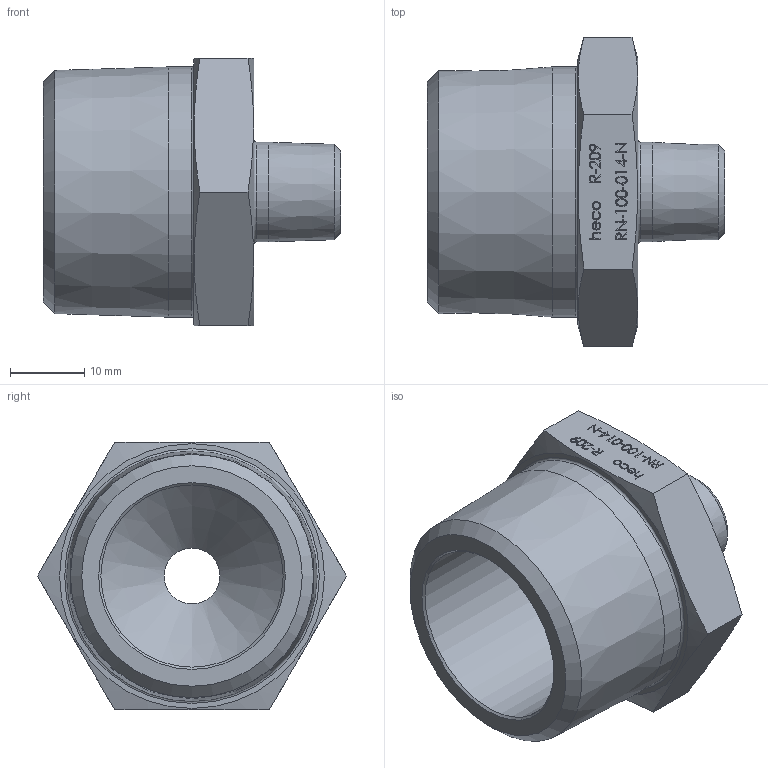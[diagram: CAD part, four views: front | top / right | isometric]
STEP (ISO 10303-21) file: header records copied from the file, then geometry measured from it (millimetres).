
FILE_DESCRIPTION (( 'STEP AP214' ), '1' );
FILE_NAME ('heco RN-100-014-N R-209 2011.STEP', '2020-11-04T12:48:33', ( '' ), ( '' ), 'SwSTEP 2.0', 'SolidWorks 2019', '' );
FILE_SCHEMA (( 'AUTOMOTIVE_DESIGN' ));
Length unit declared in the file: millimetre
Products named in the file (1): heco RN-100-014-N R-209 2011
Bounding box: 40 x 41.57 x 36.01 mm (x, y, z)
Volume: 17024.2 mm3; surface area: 7367.6 mm2
Topology: 1 solids, 1 shells, 257 faces, 660 edges, 438 vertices
Faces by surface type: plane 146, bspline 96, cone 9, cylinder 4, torus 2
Full cylindrical faces by diameter (mm): 7.5 x1, 13.388 x1, 24.5 x1, 33.649 x1
Entity records: 16127 total; most frequent: CARTESIAN_POINT 8157, ORIENTED_EDGE 1278, DIRECTION 777, EDGE_CURVE 639, VERTEX_POINT 432, LINE 417, VECTOR 417, EDGE_LOOP 307
